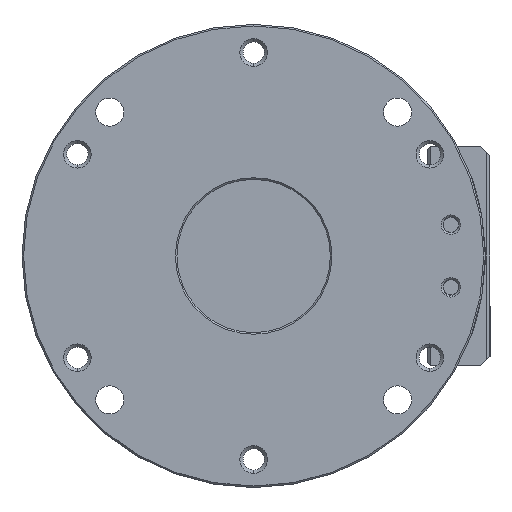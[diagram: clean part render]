
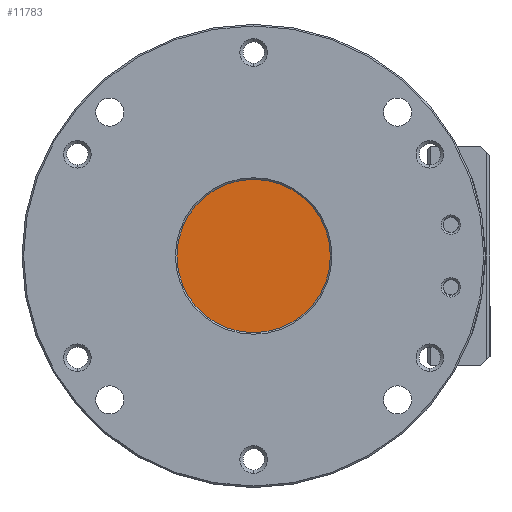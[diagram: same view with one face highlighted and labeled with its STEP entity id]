
A CAD part, left-side view. The second image highlights one B-rep face of the part: STEP entity #11783.
In plain terms, the highlighted planar face has unit normal (-1, 0, 0).
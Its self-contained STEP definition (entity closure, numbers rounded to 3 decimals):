
#71 = FACE_OUTER_BOUND ( 'NONE', #13101, .T. ) ;
#112 = DIRECTION ( 'NONE',  ( 0., 0., -1. ) ) ;
#153 = CARTESIAN_POINT ( 'NONE',  ( 0.5, 0., -24.5 ) ) ;
#665 = CARTESIAN_POINT ( 'NONE',  ( 0.5, 25., 0. ) ) ;
#941 = AXIS2_PLACEMENT_3D ( 'NONE', #4535, #3463, #1555 ) ;
#1555 = DIRECTION ( 'NONE',  ( 0., 0., -1. ) ) ;
#1924 = ORIENTED_EDGE ( 'NONE', *, *, #4968, .T. ) ;
#2603 = EDGE_CURVE ( 'NONE', #3838, #2849, #11765, .T. ) ;
#2849 = VERTEX_POINT ( 'NONE', #5808 ) ;
#3011 = CIRCLE ( 'NONE', #941, 24.5 ) ;
#3463 = DIRECTION ( 'NONE',  ( -1., 0., 0. ) ) ;
#3838 = VERTEX_POINT ( 'NONE', #153 ) ;
#4535 = CARTESIAN_POINT ( 'NONE',  ( 0.5, 0., 0. ) ) ;
#4968 = EDGE_CURVE ( 'NONE', #2849, #3838, #3011, .T. ) ;
#5808 = CARTESIAN_POINT ( 'NONE',  ( 0.5, 0., 24.5 ) ) ;
#6773 = PLANE ( 'NONE',  #9714 ) ;
#8625 = DIRECTION ( 'NONE',  ( 1., 0., 0. ) ) ;
#9405 = AXIS2_PLACEMENT_3D ( 'NONE', #10313, #12394, #112 ) ;
#9705 = DIRECTION ( 'NONE',  ( 0., 0., -1. ) ) ;
#9714 = AXIS2_PLACEMENT_3D ( 'NONE', #665, #8625, #9705 ) ;
#10313 = CARTESIAN_POINT ( 'NONE',  ( 0.5, 0., 0. ) ) ;
#10660 = ORIENTED_EDGE ( 'NONE', *, *, #2603, .T. ) ;
#11765 = CIRCLE ( 'NONE', #9405, 24.5 ) ;
#11783 = ADVANCED_FACE ( 'NONE', ( #71 ), #6773, .F. ) ;
#12394 = DIRECTION ( 'NONE',  ( -1., 0., 0. ) ) ;
#13101 = EDGE_LOOP ( 'NONE', ( #1924, #10660 ) ) ;
